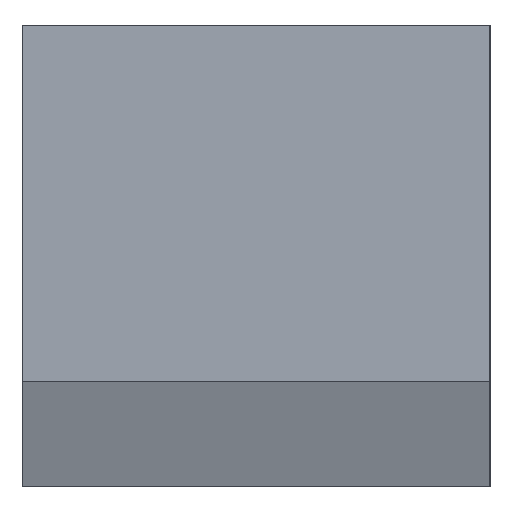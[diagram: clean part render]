
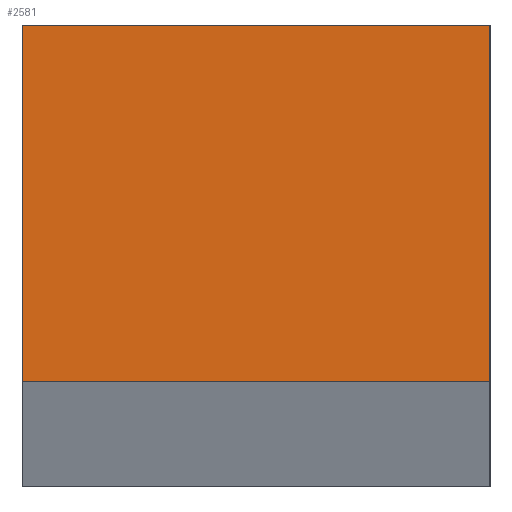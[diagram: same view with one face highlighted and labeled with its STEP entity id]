
A CAD part, left-side view. The second image highlights one B-rep face of the part: STEP entity #2581.
In plain terms, the highlighted planar face has unit normal (-1, 0, 0).
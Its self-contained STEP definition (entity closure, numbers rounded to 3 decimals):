
#2581=ADVANCED_FACE('NONE',(#6430),#6431,.F.);
#6430=FACE_OUTER_BOUND('',#11544,.T.);
#6431=PLANE('',#11545);
#11544=EDGE_LOOP('',(#22179,#22180,#22181,#22182));
#11545=AXIS2_PLACEMENT_3D('',#22183,#22184,#22185);
#22179=ORIENTED_EDGE('',*,*,#37057,.F.);
#22180=ORIENTED_EDGE('',*,*,#32384,.F.);
#22181=ORIENTED_EDGE('',*,*,#37058,.F.);
#22182=ORIENTED_EDGE('',*,*,#35777,.T.);
#22183=CARTESIAN_POINT('',(0.0,0.0,14.8));
#22184=DIRECTION('',(1.0,0.0,0.0));
#22185=DIRECTION('',(0.0,1.0,-0.0));
#32384=EDGE_CURVE('NONE',#39190,#39192,#39193,.T.);
#35777=EDGE_CURVE('NONE',#45977,#45975,#45978,.T.);
#37057=EDGE_CURVE('NONE',#39192,#45975,#47260,.T.);
#37058=EDGE_CURVE('NONE',#45977,#39190,#47261,.T.);
#39190=VERTEX_POINT('NONE',#49396);
#39192=VERTEX_POINT('NONE',#49399);
#39193=LINE('',#49400,#49401);
#45975=VERTEX_POINT('NONE',#59573);
#45977=VERTEX_POINT('NONE',#59576);
#45978=LINE('',#59577,#59578);
#47260=LINE('',#61713,#61714);
#47261=LINE('',#61715,#61716);
#49396=CARTESIAN_POINT('',(0.0,0.0,14.8));
#49399=CARTESIAN_POINT('',(0.0,0.0,3.375));
#49400=CARTESIAN_POINT('',(0.0,0.0,14.8));
#49401=VECTOR('',#64692,1000.0);
#59573=CARTESIAN_POINT('',(0.0,15.0,3.375));
#59576=CARTESIAN_POINT('',(0.0,15.0,14.8));
#59577=CARTESIAN_POINT('',(0.0,15.0,14.8));
#59578=VECTOR('',#68084,1000.0);
#61713=CARTESIAN_POINT('',(0.0,0.0,3.375));
#61714=VECTOR('',#68938,1000.0);
#61715=CARTESIAN_POINT('',(0.0,0.0,14.8));
#61716=VECTOR('',#68939,1000.0);
#64692=DIRECTION('',(-0.0,-0.0,-1.0));
#68084=DIRECTION('',(-0.0,-0.0,-1.0));
#68938=DIRECTION('',(0.0,1.0,0.0));
#68939=DIRECTION('',(-0.0,-1.0,-0.0));
